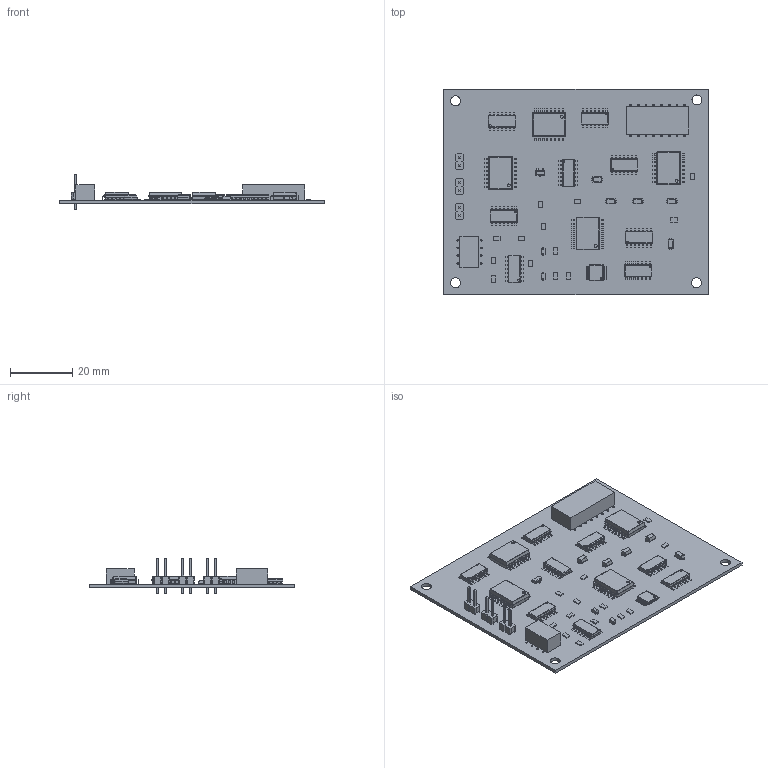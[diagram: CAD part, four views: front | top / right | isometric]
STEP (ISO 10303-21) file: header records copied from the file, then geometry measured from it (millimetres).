
FILE_DESCRIPTION(('Open CASCADE Model'),'2;1');
FILE_NAME('Open CASCADE Shape Model','2021-05-24T17:06:34',('Author'),( 'Open CASCADE'),'Open CASCADE STEP processor 6.8','Open CASCADE 6.8' ,'Unknown');
FILE_SCHEMA(('AUTOMOTIVE_DESIGN { 1 0 10303 214 1 1 1 1 }'));
Length unit declared in the file: millimetre
Products named in the file (108): PCB; Board; Open CASCADE STEP translator 6.8 1.1.1; DD11; 6084262096; Open_CASCADE_STEP_translator_6.8_2.1; Body; Open_CASCADE_STEP_translator_6.8_2.2.1; Leader; XP3; pls-2; 6130xx11121_PIN; 61300211121; XP2; XP1; VT1; 6084262656; Open_CASCADE_STEP_translator_6.8_16.1.1; VD7; 6084262336; Open_CASCADE_STEP_translator_6.8_47.1.1; lead; VD6; 6084256896; VD5; VD4; VD3; VD2; 6084256736; Open_CASCADE_STEP_translator_6.8_46.1.1; VD1; 6084263456; R10; 5965895040; Extruded; R9; 6365130208; R8; R7; R6 ...
Assembly tree (231 placements, depth 5):
  PCB
    Board
      Open CASCADE STEP translator 6.8 1.1.1
    DD11
      6084262096
        Open_CASCADE_STEP_translator_6.8_2.1
        Body
          Open_CASCADE_STEP_translator_6.8_2.2.1
        Leader  x14
    XP3
      pls-2
        6130xx11121_PIN  x2
        61300211121
    XP2
      pls-2
        6130xx11121_PIN  x2
        61300211121
    XP1
      pls-2
        6130xx11121_PIN  x2
        61300211121
    VT1
      6084262656
        Body
          Open_CASCADE_STEP_translator_6.8_16.1.1
        Leader  x3
    VD7
      6084262336
        Body
          Open_CASCADE_STEP_translator_6.8_47.1.1
        lead  x2
    VD6
      6084256896
        Body
          Open_CASCADE_STEP_translator_6.8_47.1.1
        lead  x2
    VD5
      6084256896
        Body
          Open_CASCADE_STEP_translator_6.8_47.1.1
        lead  x2
    VD4
      6084256896
        Body
          Open_CASCADE_STEP_translator_6.8_47.1.1
        lead  x2
    VD3
      6084256896
        Body
          Open_CASCADE_STEP_translator_6.8_47.1.1
        lead  x2
    VD2
      6084256736
        Body
          Open_CASCADE_STEP_translator_6.8_46.1.1
        lead  x2
    VD1
      6084263456
        Body
          Open_CASCADE_STEP_translator_6.8_46.1.1
Bounding box: 85 x 66 x 11.54 mm (x, y, z)
Volume: 8669.8 mm3; surface area: 15413.2 mm2
Topology: 253 solids, 266 shells, 5863 faces, 11922 edges, 6397 vertices
Faces by surface type: plane 4139, cylinder 1390, sphere 194, bspline 140
Full cylindrical faces by diameter (mm): 0.5 x8, 0.55 x8, 0.562 x1, 0.6 x16, 0.95 x4, 1 x6, 3.2 x4
Entity records: 35228 total; most frequent: CARTESIAN_POINT 11844, DIRECTION 4485, ORIENTED_EDGE 4009, EDGE_CURVE 2008, AXIS2_PLACEMENT_3D 1640, LINE 1205, VECTOR 1205, FACE_BOUND 1084
